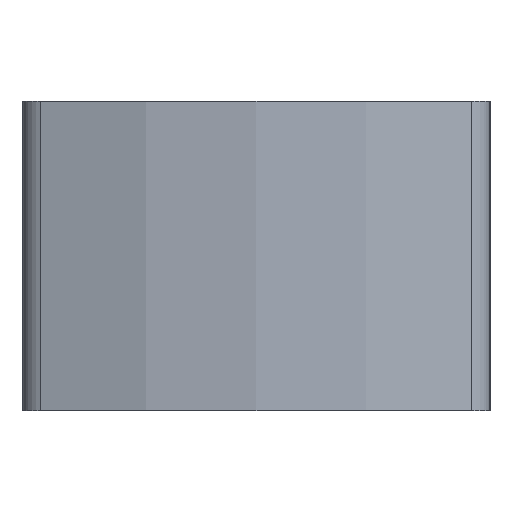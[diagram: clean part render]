
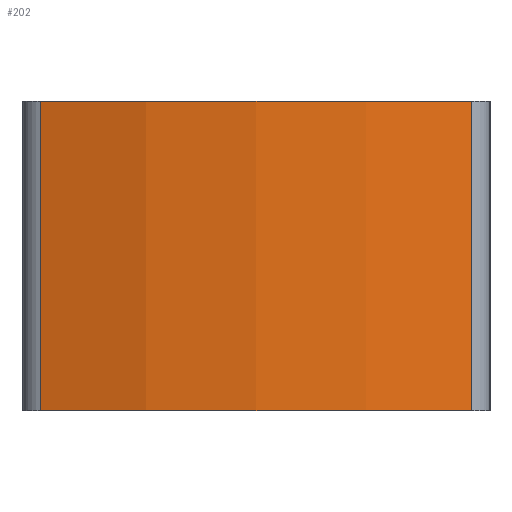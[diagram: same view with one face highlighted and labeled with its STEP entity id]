
A CAD part, left-side view. The second image highlights one B-rep face of the part: STEP entity #202.
In plain terms, the highlighted cylindrical face has radius 92.5 mm (diameter 185 mm), a partial arc.
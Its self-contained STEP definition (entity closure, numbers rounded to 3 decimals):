
#169=EDGE_CURVE('240[2]',#468,#421,#469,.T.);
#182=EDGE_CURVE('240[2]',#487,#468,#488,.T.);
#202=ADVANCED_FACE('240[2]',(#515),#516,.T.);
#220=EDGE_CURVE('240[2]',#487,#545,#546,.T.);
#316=EDGE_CURVE('240[2]',#421,#545,#677,.T.);
#421=VERTEX_POINT('',#802);
#468=VERTEX_POINT('',#858);
#469=CIRCLE('',#859,92.5);
#487=VERTEX_POINT('',#884);
#488=LINE('',#885,#886);
#515=FACE_OUTER_BOUND('',#921,.T.);
#516=CYLINDRICAL_SURFACE('',#922,92.5);
#545=VERTEX_POINT('',#960);
#546=CIRCLE('',#961,92.5);
#677=LINE('',#1135,#1136);
#802=CARTESIAN_POINT('',(-157.023,31.356,0.0));
#858=CARTESIAN_POINT('',(-157.023,-31.356,0.0));
#859=AXIS2_PLACEMENT_3D('',#1320,#1321,#1322);
#884=CARTESIAN_POINT('',(-157.023,-31.356,45.0));
#885=CARTESIAN_POINT('',(-157.023,-31.356,0.0));
#886=VECTOR('',#1338,10.0);
#921=EDGE_LOOP('',(#1368,#1369,#1370,#1371));
#922=AXIS2_PLACEMENT_3D('',#1372,#1373,#1374);
#960=CARTESIAN_POINT('',(-157.023,31.356,45.0));
#961=AXIS2_PLACEMENT_3D('',#1401,#1402,#1403);
#1135=CARTESIAN_POINT('',(-157.023,31.356,0.0));
#1136=VECTOR('',#1565,10.0);
#1320=CARTESIAN_POINT('',(-70.0,0.0,0.0));
#1321=DIRECTION('',(0.0,0.0,-1.0));
#1322=DIRECTION('',(0.93,-0.368,0.0));
#1338=DIRECTION('',(-0.0,-0.0,-1.0));
#1368=ORIENTED_EDGE('',*,*,#182,.F.);
#1369=ORIENTED_EDGE('',*,*,#220,.T.);
#1370=ORIENTED_EDGE('',*,*,#316,.F.);
#1371=ORIENTED_EDGE('',*,*,#169,.F.);
#1372=CARTESIAN_POINT('',(-70.0,0.0,0.0));
#1373=DIRECTION('',(0.0,0.0,1.0));
#1374=DIRECTION('',(0.93,-0.368,0.0));
#1401=CARTESIAN_POINT('',(-70.0,0.0,45.0));
#1402=DIRECTION('',(0.0,0.0,-1.0));
#1403=DIRECTION('',(0.93,-0.368,0.0));
#1565=DIRECTION('',(0.0,0.0,1.0));
